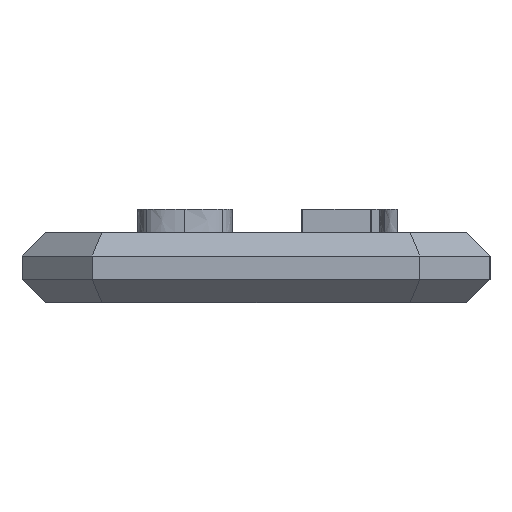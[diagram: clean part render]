
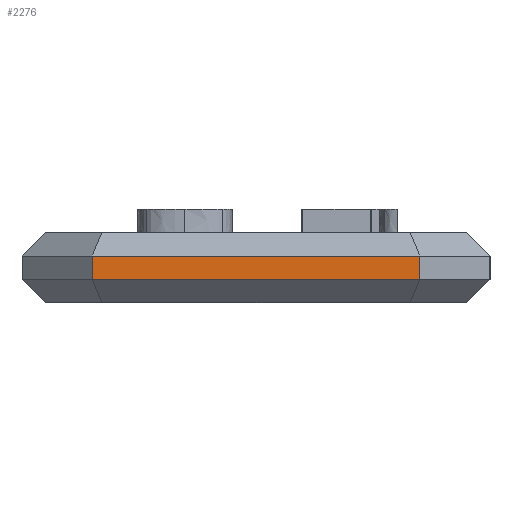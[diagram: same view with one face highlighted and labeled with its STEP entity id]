
A CAD part, left-side view. The second image highlights one B-rep face of the part: STEP entity #2276.
In plain terms, the highlighted planar face has unit normal (-1, 0, 0).
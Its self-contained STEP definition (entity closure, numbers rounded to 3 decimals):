
#2276=ADVANCED_FACE('',(#5270),#5272,.T.);
#5270=FACE_BOUND('',#5271,.T.);
#5271=EDGE_LOOP('',(#7882,#7883,#7884,#7885));
#5272=PLANE('',#5273);
#5273=AXIS2_PLACEMENT_3D('',#5274,#5275,#5276);
#5274=CARTESIAN_POINT('',(-30.,10.,0.));
#5275=DIRECTION('',(-1.,0.,0.));
#5276=DIRECTION('',(0.,-1.,0.));
#7882=ORIENTED_EDGE('',*,*,#9290,.T.);
#7883=ORIENTED_EDGE('',*,*,#9772,.T.);
#7884=ORIENTED_EDGE('',*,*,#9315,.F.);
#7885=ORIENTED_EDGE('',*,*,#9773,.F.);
#9290=EDGE_CURVE('',#10623,#10624,#10625,.T.);
#9315=EDGE_CURVE('',#10658,#10661,#10662,.T.);
#9772=EDGE_CURVE('',#10624,#10661,#11346,.T.);
#9773=EDGE_CURVE('',#10623,#10658,#11347,.T.);
#10623=VERTEX_POINT('',#12925);
#10624=VERTEX_POINT('',#12926);
#10625=LINE('',#12927,#12928);
#10658=VERTEX_POINT('',#13006);
#10661=VERTEX_POINT('',#13013);
#10662=LINE('',#13014,#13015);
#11346=LINE('',#14612,#14613);
#11347=LINE('',#14615,#14616);
#12925=CARTESIAN_POINT('',(-30.,7.,1.));
#12926=CARTESIAN_POINT('',(-30.,-7.,1.));
#12927=CARTESIAN_POINT('',(-30.,7.,1.));
#12928=VECTOR('',#12929,1.);
#12929=DIRECTION('',(0.,-1.,0.));
#13006=CARTESIAN_POINT('',(-30.,7.,2.));
#13013=CARTESIAN_POINT('',(-30.,-7.,2.));
#13014=CARTESIAN_POINT('',(-30.,7.,2.));
#13015=VECTOR('',#13016,1.);
#13016=DIRECTION('',(0.,-1.,0.));
#14612=CARTESIAN_POINT('',(-30.,-7.,1.));
#14613=VECTOR('',#14614,1.);
#14614=DIRECTION('',(0.,0.,1.));
#14615=CARTESIAN_POINT('',(-30.,7.,1.));
#14616=VECTOR('',#14617,1.);
#14617=DIRECTION('',(0.,0.,1.));
